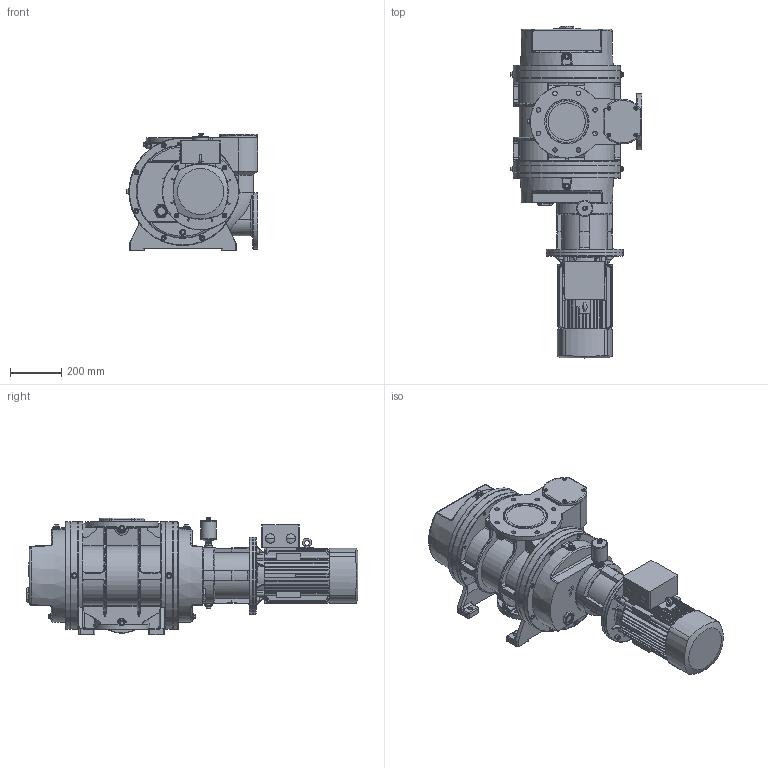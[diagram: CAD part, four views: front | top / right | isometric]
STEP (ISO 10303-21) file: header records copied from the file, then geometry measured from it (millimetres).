
FILE_DESCRIPTION((''),'2;1');
FILE_NAME('','',(''),(''),'Autodesk Inventor 2009','Autodesk Inventor 2009','');
FILE_SCHEMA(('AUTOMOTIVE_DESIGN { 1 0 10303 214 1 1 1 1 }'));
Length unit declared in the file: millimetre
Products named in the file (1): PP920467_SW
Bounding box: 511.8 x 1297 x 457.18 mm (x, y, z)
Volume: 104615953.4 mm3; surface area: 2779070.3 mm2
Topology: 1 solids, 57 shells, 2204 faces, 5582 edges, 3537 vertices
Faces by surface type: plane 1016, cylinder 457, bspline 332, cone 230, torus 155, sphere 14
Full cylindrical faces by diameter (mm): 1.35 x1, 1.4 x2, 2.5 x4, 8 x4, 11.6 x1, 12 x20, 12.8 x2, 13 x4, 13.835 x8, 14.7 x1, 16.662 x8, 17 x11, 18 x24, 19.9 x1, 20 x1, 22 x12, 23 x6, 32 x2, 36 x2, 38.6 x2, 40.9 x2, 47 x2, 60 x1, 63 x2, 96 x1, 162 x1, 181 x1, 220 x3, 300 x2, 420 x6
Entity records: 88208 total; most frequent: CARTESIAN_POINT 38501, ORIENTED_EDGE 9646, DIRECTION 9340, EDGE_CURVE 4823, AXIS2_PLACEMENT_3D 3688, VERTEX_POINT 3280, EDGE_LOOP 2918, FACE_OUTER_BOUND 2204
